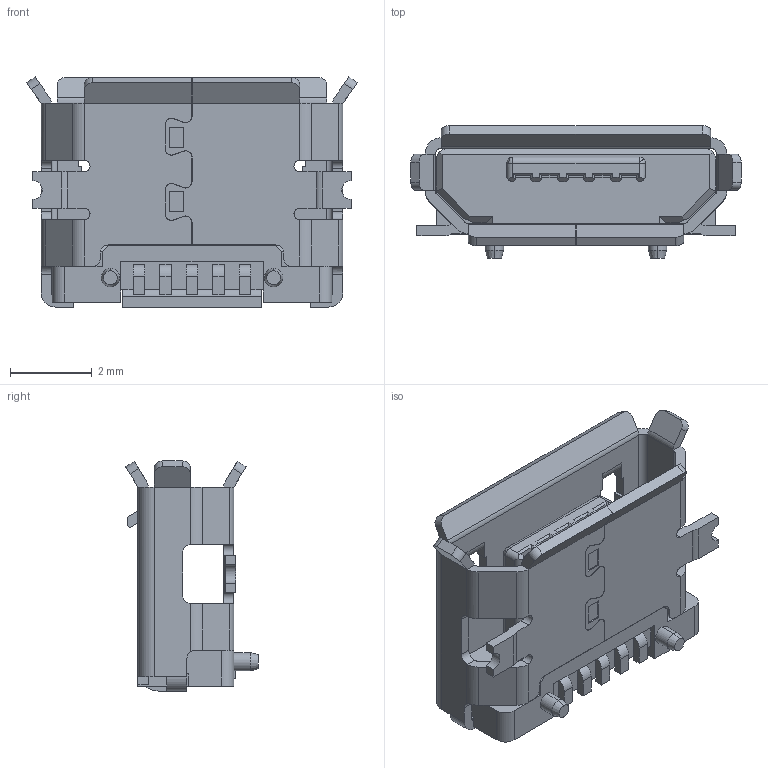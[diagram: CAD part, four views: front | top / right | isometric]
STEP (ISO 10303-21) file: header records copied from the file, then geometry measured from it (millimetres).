
FILE_DESCRIPTION (( 'STEP AP203' ), '1' );
FILE_NAME ('CUI_DEVICES_UJ2-MIBH-G-SMT-TR.step', '2021-01-15T02:40:32', ( '' ), ( '' ), 'SwSTEP 2.0', 'SolidWorks 2020', '' );
FILE_SCHEMA (( 'CONFIG_CONTROL_DESIGN' ));
Length unit declared in the file: inch
Products named in the file (1): CUI_DEVICES_UJ2-MIBH-G-SMT-TR
Bounding box: 8.1 x 3.25 x 5.64 mm (x, y, z)
Volume: 41 mm3; surface area: 258.6 mm2
Topology: 1 solids, 1 shells, 584 faces, 1603 edges, 1028 vertices
Faces by surface type: plane 443, cylinder 133, sphere 4, cone 4
Entity records: 18500 total; most frequent: CARTESIAN_POINT 3490, ORIENTED_EDGE 3206, DIRECTION 2979, EDGE_CURVE 1603, VECTOR 1307, LINE 1307, VERTEX_POINT 1028, AXIS2_PLACEMENT_3D 836
